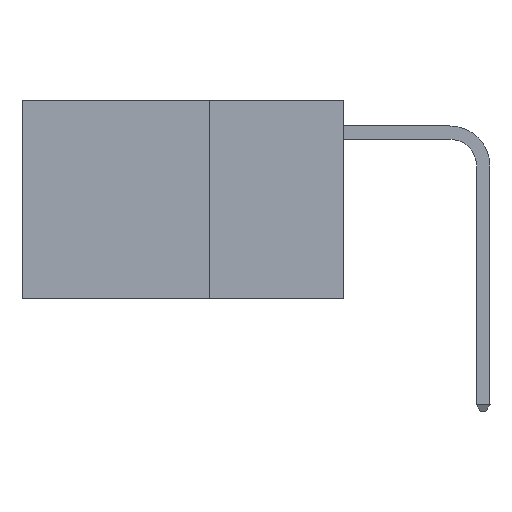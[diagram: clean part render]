
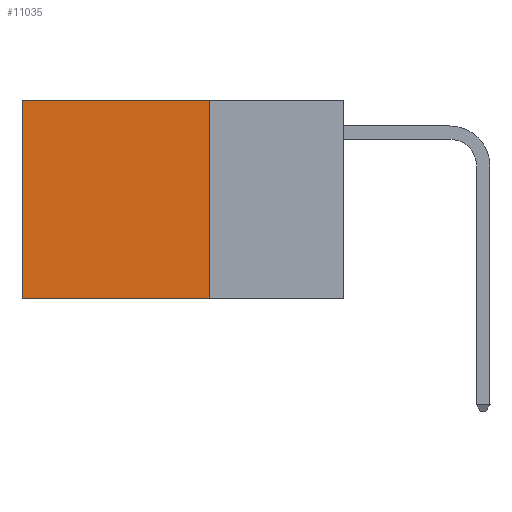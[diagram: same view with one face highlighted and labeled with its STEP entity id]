
A CAD part, left-side view. The second image highlights one B-rep face of the part: STEP entity #11035.
In plain terms, the highlighted planar face has unit normal (-1, 0, 0).
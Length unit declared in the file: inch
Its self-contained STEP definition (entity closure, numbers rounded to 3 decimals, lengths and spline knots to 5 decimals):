
#102 = EDGE_CURVE ( 'NONE', #20272, #6118, #16590, .T. ) ;
#577 = VECTOR ( 'NONE', #21519, 39.37008 ) ;
#843 = DIRECTION ( 'NONE',  ( 0., 1., 0. ) ) ;
#991 = FACE_OUTER_BOUND ( 'NONE', #3300, .T. ) ;
#2448 = VECTOR ( 'NONE', #29837, 39.37008 ) ;
#3300 = EDGE_LOOP ( 'NONE', ( #24256, #15617, #15963, #12033 ) ) ;
#6118 = VERTEX_POINT ( 'NONE', #29229 ) ;
#8376 = DIRECTION ( 'NONE',  ( 0., 0., -1. ) ) ;
#9340 = CARTESIAN_POINT ( 'NONE',  ( 0.2625, 0.25, 0. ) ) ;
#9648 = LINE ( 'NONE', #22004, #27160 ) ;
#10171 = LINE ( 'NONE', #21043, #20156 ) ;
#10384 = DIRECTION ( 'NONE',  ( 1., 0., 0. ) ) ;
#11035 = ADVANCED_FACE ( 'NONE', ( #991 ), #15081, .F. ) ;
#11293 = EDGE_CURVE ( 'NONE', #20272, #19527, #10171, .T. ) ;
#11413 = VERTEX_POINT ( 'NONE', #13443 ) ;
#12033 = ORIENTED_EDGE ( 'NONE', *, *, #102, .T. ) ;
#13443 = CARTESIAN_POINT ( 'NONE',  ( 0.2625, 0.6, -0.37 ) ) ;
#15081 = PLANE ( 'NONE',  #27011 ) ;
#15617 = ORIENTED_EDGE ( 'NONE', *, *, #20402, .F. ) ;
#15963 = ORIENTED_EDGE ( 'NONE', *, *, #11293, .F. ) ;
#16583 = CARTESIAN_POINT ( 'NONE',  ( 0.2625, 0.25, -0.37 ) ) ;
#16590 = LINE ( 'NONE', #25955, #577 ) ;
#18325 = LINE ( 'NONE', #18789, #2448 ) ;
#18789 = CARTESIAN_POINT ( 'NONE',  ( 0.2625, 0.6, 0. ) ) ;
#18986 = EDGE_CURVE ( 'NONE', #6118, #11413, #18325, .T. ) ;
#19527 = VERTEX_POINT ( 'NONE', #16583 ) ;
#20156 = VECTOR ( 'NONE', #28992, 39.37008 ) ;
#20272 = VERTEX_POINT ( 'NONE', #9340 ) ;
#20402 = EDGE_CURVE ( 'NONE', #19527, #11413, #9648, .T. ) ;
#21043 = CARTESIAN_POINT ( 'NONE',  ( 0.2625, 0.25, 0. ) ) ;
#21519 = DIRECTION ( 'NONE',  ( 0., 1., 0. ) ) ;
#22004 = CARTESIAN_POINT ( 'NONE',  ( 0.2625, 0.25, -0.37 ) ) ;
#24256 = ORIENTED_EDGE ( 'NONE', *, *, #18986, .T. ) ;
#24439 = CARTESIAN_POINT ( 'NONE',  ( 0.2625, 0.25, 0. ) ) ;
#25955 = CARTESIAN_POINT ( 'NONE',  ( 0.2625, 0.25, 0. ) ) ;
#27011 = AXIS2_PLACEMENT_3D ( 'NONE', #24439, #10384, #8376 ) ;
#27160 = VECTOR ( 'NONE', #843, 39.37008 ) ;
#28992 = DIRECTION ( 'NONE',  ( 0., 0., -1. ) ) ;
#29229 = CARTESIAN_POINT ( 'NONE',  ( 0.2625, 0.6, 0. ) ) ;
#29837 = DIRECTION ( 'NONE',  ( 0., 0., -1. ) ) ;
